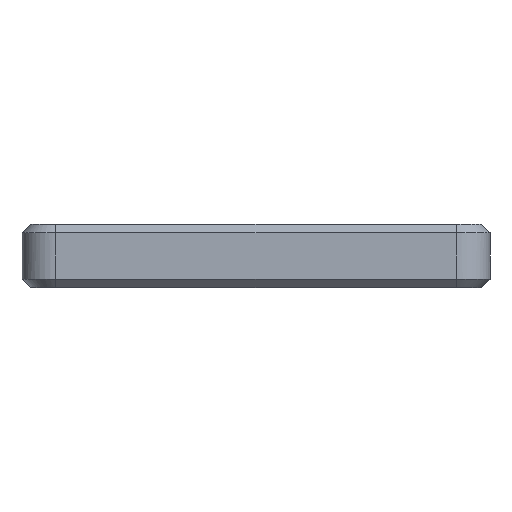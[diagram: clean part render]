
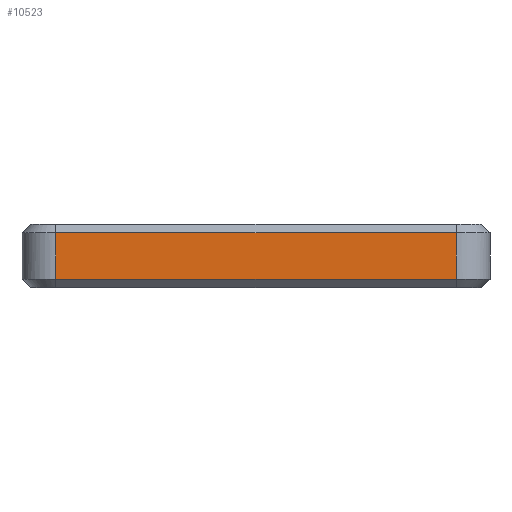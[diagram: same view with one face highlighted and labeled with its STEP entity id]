
A CAD part, left-side view. The second image highlights one B-rep face of the part: STEP entity #10523.
In plain terms, the highlighted free-form (B-spline) face has degree [1, 1] with [2, 2] control points.
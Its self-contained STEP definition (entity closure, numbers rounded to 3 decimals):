
#10242 = VERTEX_POINT('',#10243);
#10243 = CARTESIAN_POINT('',(-16.829,-115.259,
    -7.42));
#10274 = VERTEX_POINT('',#10275);
#10275 = CARTESIAN_POINT('',(-16.829,12.782,
    -7.42));
#10288 = EDGE_CURVE('',#10242,#10274,#10289,.T.);
#10289 = B_SPLINE_CURVE_WITH_KNOTS('',1,(#10290,#10291),.UNSPECIFIED.,
  .F.,.F.,(2,2),(-71.184,23.728),.PIECEWISE_BEZIER_KNOTS.);
#10290 = CARTESIAN_POINT('',(-16.829,-115.259,
    -7.42));
#10291 = CARTESIAN_POINT('',(-16.829,12.782,
    -7.42));
#10422 = VERTEX_POINT('',#10423);
#10423 = CARTESIAN_POINT('',(-16.829,12.782,
    7.42));
#10454 = VERTEX_POINT('',#10455);
#10455 = CARTESIAN_POINT('',(-16.829,-115.259,
    7.42));
#10468 = EDGE_CURVE('',#10422,#10454,#10469,.T.);
#10469 = B_SPLINE_CURVE_WITH_KNOTS('',1,(#10470,#10471),.UNSPECIFIED.,
  .F.,.F.,(2,2),(-23.728,71.184),.PIECEWISE_BEZIER_KNOTS.);
#10470 = CARTESIAN_POINT('',(-16.829,12.782,
    7.42));
#10471 = CARTESIAN_POINT('',(-16.829,-115.259,
    7.42));
#10523 = ADVANCED_FACE('',(#10524),#10538,.T.);
#10524 = FACE_BOUND('',#10525,.T.);
#10525 = EDGE_LOOP('',(#10526,#10527,#10532,#10533));
#10526 = ORIENTED_EDGE('',*,*,#10288,.F.);
#10527 = ORIENTED_EDGE('',*,*,#10528,.T.);
#10528 = EDGE_CURVE('',#10242,#10454,#10529,.T.);
#10529 = B_SPLINE_CURVE_WITH_KNOTS('',1,(#10530,#10531),.UNSPECIFIED.,
  .F.,.F.,(2,2),(-5.5,5.5),.PIECEWISE_BEZIER_KNOTS.);
#10530 = CARTESIAN_POINT('',(-16.829,-115.259,
    -7.42));
#10531 = CARTESIAN_POINT('',(-16.829,-115.259,
    7.42));
#10532 = ORIENTED_EDGE('',*,*,#10468,.F.);
#10533 = ORIENTED_EDGE('',*,*,#10534,.F.);
#10534 = EDGE_CURVE('',#10274,#10422,#10535,.T.);
#10535 = B_SPLINE_CURVE_WITH_KNOTS('',1,(#10536,#10537),.UNSPECIFIED.,
  .F.,.F.,(2,2),(-5.5,5.5),.PIECEWISE_BEZIER_KNOTS.);
#10536 = CARTESIAN_POINT('',(-16.829,12.782,
    -7.42));
#10537 = CARTESIAN_POINT('',(-16.829,12.782,
    7.42));
#10538 = B_SPLINE_SURFACE_WITH_KNOTS('',1,1,(
    (#10539,#10540)
    ,(#10541,#10542
  )),.UNSPECIFIED.,.F.,.F.,.F.,(2,2),(2,2),(0.,94.913),(-5.5,5.5),
  .PIECEWISE_BEZIER_KNOTS.);
#10539 = CARTESIAN_POINT('',(-16.829,12.782,
    -7.42));
#10540 = CARTESIAN_POINT('',(-16.829,12.782,
    7.42));
#10541 = CARTESIAN_POINT('',(-16.829,-115.259,
    -7.42));
#10542 = CARTESIAN_POINT('',(-16.829,-115.259,
    7.42));
